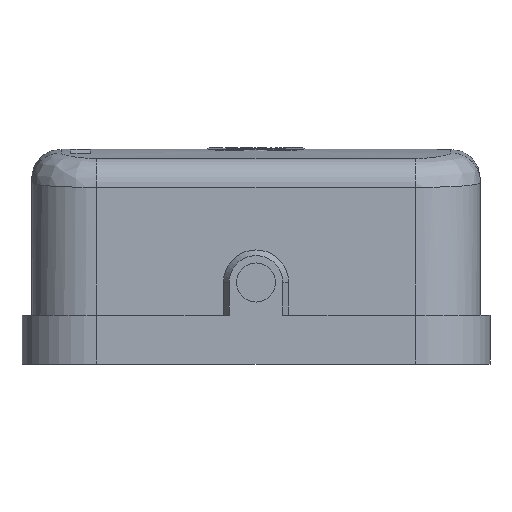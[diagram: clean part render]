
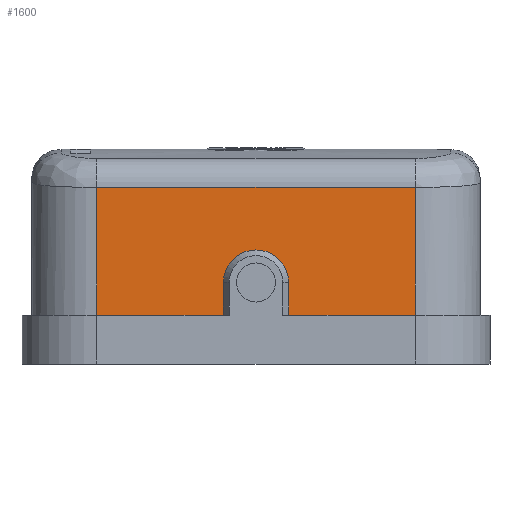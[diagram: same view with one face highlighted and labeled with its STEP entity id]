
A CAD part, front view. The second image highlights one B-rep face of the part: STEP entity #1600.
In plain terms, the highlighted planar face has unit normal (0, -1, 0).
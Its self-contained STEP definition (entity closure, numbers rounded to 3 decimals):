
#905=LINE('',#6880,#1187);
#933=LINE('',#6981,#1215);
#936=LINE('',#6989,#1218);
#937=LINE('',#6991,#1219);
#938=LINE('',#6993,#1220);
#939=LINE('',#6999,#1221);
#1187=VECTOR('',#5326,1.);
#1215=VECTOR('',#5394,1.);
#1218=VECTOR('',#5403,1.);
#1219=VECTOR('',#5406,1.);
#1220=VECTOR('',#5407,1.);
#1221=VECTOR('',#5408,1.);
#1330=B_SPLINE_CURVE_WITH_KNOTS('',3,(#6995,#6996,#6997,#6998),
 .UNSPECIFIED.,.F.,.F.,(4,4),(0.,1.),.UNSPECIFIED.);
#1600=ADVANCED_FACE('',(#1909),#1755,.T.);
#1755=PLANE('',#4578);
#1909=FACE_OUTER_BOUND('',#2116,.T.);
#2116=EDGE_LOOP('',(#2830,#2831,#2832,#2833,#2834,#2835,#2836,#2837));
#2830=ORIENTED_EDGE('',*,*,#3953,.T.);
#2831=ORIENTED_EDGE('',*,*,#3954,.F.);
#2832=ORIENTED_EDGE('',*,*,#3955,.T.);
#2833=ORIENTED_EDGE('',*,*,#3956,.T.);
#2834=ORIENTED_EDGE('',*,*,#3910,.T.);
#2835=ORIENTED_EDGE('',*,*,#3957,.F.);
#2836=ORIENTED_EDGE('',*,*,#3949,.T.);
#2837=ORIENTED_EDGE('',*,*,#3951,.T.);
#3460=VERTEX_POINT('',#6878);
#3462=VERTEX_POINT('',#6881);
#3491=VERTEX_POINT('',#6978);
#3492=VERTEX_POINT('',#6980);
#3493=VERTEX_POINT('',#6984);
#3494=VERTEX_POINT('',#6988);
#3495=VERTEX_POINT('',#6992);
#3496=VERTEX_POINT('',#6994);
#3910=EDGE_CURVE('',#3462,#3460,#905,.T.);
#3949=EDGE_CURVE('',#3491,#3492,#933,.T.);
#3951=EDGE_CURVE('',#3492,#3493,#4159,.T.);
#3953=EDGE_CURVE('',#3493,#3494,#936,.T.);
#3954=EDGE_CURVE('',#3495,#3494,#937,.T.);
#3955=EDGE_CURVE('',#3495,#3496,#938,.T.);
#3956=EDGE_CURVE('',#3496,#3462,#1330,.T.);
#3957=EDGE_CURVE('',#3491,#3460,#939,.T.);
#4159=CIRCLE('',#4575,3.327);
#4575=AXIS2_PLACEMENT_3D('',#6985,#5398,#5399);
#4578=AXIS2_PLACEMENT_3D('',#7000,#5409,#5410);
#5326=DIRECTION('',(0.,0.,-1.));
#5394=DIRECTION('',(0.,0.,1.));
#5398=DIRECTION('',(0.,1.,0.));
#5399=DIRECTION('',(-1.,0.,0.));
#5403=DIRECTION('',(0.,0.,-1.));
#5406=DIRECTION('',(-1.,0.,0.));
#5407=DIRECTION('',(0.,0.,1.));
#5408=DIRECTION('',(-1.,0.,0.));
#5409=DIRECTION('',(0.,-1.,0.));
#5410=DIRECTION('',(0.,0.,-1.));
#6878=CARTESIAN_POINT('',(-16.3,-13.35,1.5));
#6880=CARTESIAN_POINT('',(-16.3,-13.35,14.585));
#6881=CARTESIAN_POINT('',(-16.3,-13.35,14.585));
#6978=CARTESIAN_POINT('',(-3.327,-13.35,1.5));
#6980=CARTESIAN_POINT('',(-3.327,-13.35,4.85));
#6981=CARTESIAN_POINT('',(-3.327,-13.35,1.5));
#6984=CARTESIAN_POINT('',(3.327,-13.35,4.85));
#6985=CARTESIAN_POINT('',(0.,-13.35,4.85));
#6988=CARTESIAN_POINT('',(3.327,-13.35,1.5));
#6989=CARTESIAN_POINT('',(3.327,-13.35,4.85));
#6991=CARTESIAN_POINT('',(16.3,-13.35,1.5));
#6992=CARTESIAN_POINT('',(16.3,-13.35,1.5));
#6993=CARTESIAN_POINT('',(16.3,-13.35,1.5));
#6994=CARTESIAN_POINT('',(16.3,-13.35,14.585));
#6995=CARTESIAN_POINT('',(16.3,-13.35,14.585));
#6996=CARTESIAN_POINT('',(5.433,-13.35,14.585));
#6997=CARTESIAN_POINT('',(-5.433,-13.35,14.585));
#6998=CARTESIAN_POINT('',(-16.3,-13.35,14.585));
#6999=CARTESIAN_POINT('',(-3.327,-13.35,1.5));
#7000=CARTESIAN_POINT('',(-17.3,-13.35,15.585));
